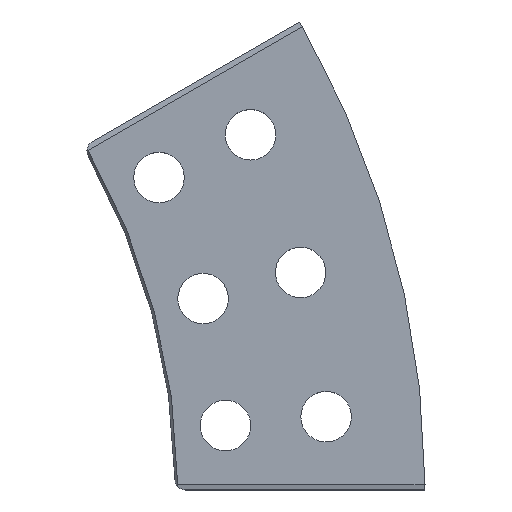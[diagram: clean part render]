
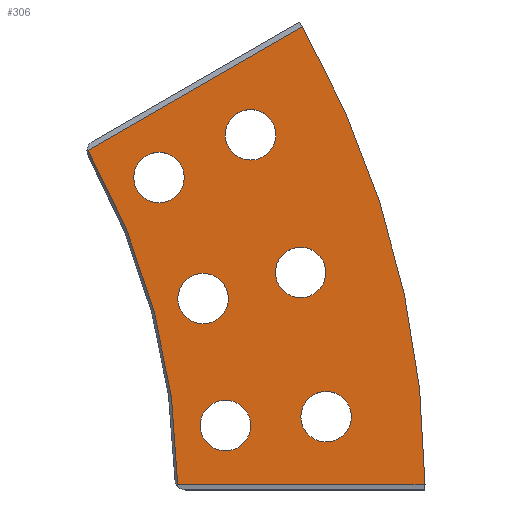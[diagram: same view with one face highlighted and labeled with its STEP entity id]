
A CAD part, top view. The second image highlights one B-rep face of the part: STEP entity #306.
In plain terms, the highlighted planar face has unit normal (0, 0, 1).
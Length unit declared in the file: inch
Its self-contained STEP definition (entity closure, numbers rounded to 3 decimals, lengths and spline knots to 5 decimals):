
#2 = DIRECTION ( 'NONE',  ( 0., 0., 1. ) ) ;
#6 = CARTESIAN_POINT ( 'NONE',  ( 9.55738, 5.44578, 0. ) ) ;
#15 = ORIENTED_EDGE ( 'NONE', *, *, #857, .F. ) ;
#18 = CARTESIAN_POINT ( 'NONE',  ( 8.09461, 2.24849, 0. ) ) ;
#43 = ORIENTED_EDGE ( 'NONE', *, *, #931, .F. ) ;
#46 = CARTESIAN_POINT ( 'NONE',  ( 9.83742, 0.86066, 0. ) ) ;
#51 = ORIENTED_EDGE ( 'NONE', *, *, #807, .F. ) ;
#54 = DIRECTION ( 'NONE',  ( 1., 0., 0. ) ) ;
#61 = CARTESIAN_POINT ( 'NONE',  ( 8.65291, 4.17336, 0. ) ) ;
#65 = DIRECTION ( 'NONE',  ( 0., 0., 1. ) ) ;
#66 = CARTESIAN_POINT ( 'NONE',  ( 7.87355, 3.6715, 0. ) ) ;
#88 = FACE_BOUND ( 'NONE', #834, .T. ) ;
#107 = DIRECTION ( 'NONE',  ( 1., 0., 0. ) ) ;
#111 = CARTESIAN_POINT ( 'NONE',  ( 0., 0., 0. ) ) ;
#112 = CARTESIAN_POINT ( 'NONE',  ( 0., 0., 0. ) ) ;
#118 = EDGE_LOOP ( 'NONE', ( #724, #361 ) ) ;
#123 = AXIS2_PLACEMENT_3D ( 'NONE', #546, #701, #705 ) ;
#128 = EDGE_LOOP ( 'NONE', ( #512, #15 ) ) ;
#132 = EDGE_CURVE ( 'NONE', #533, #765, #545, .T. ) ;
#137 = CIRCLE ( 'NONE', #776, 0.29688 ) ;
#149 = CARTESIAN_POINT ( 'NONE',  ( 0., 0., 0. ) ) ;
#152 = AXIS2_PLACEMENT_3D ( 'NONE', #957, #169, #653 ) ;
#153 = AXIS2_PLACEMENT_3D ( 'NONE', #112, #508, #747 ) ;
#154 = EDGE_CURVE ( 'NONE', #482, #772, #336, .T. ) ;
#158 = DIRECTION ( 'NONE',  ( 0., 0., 1. ) ) ;
#162 = EDGE_CURVE ( 'NONE', #376, #460, #232, .T. ) ;
#167 = CARTESIAN_POINT ( 'NONE',  ( 7.57667, 3.6715, 0. ) ) ;
#169 = DIRECTION ( 'NONE',  ( 0., 0., 1. ) ) ;
#171 = ORIENTED_EDGE ( 'NONE', *, *, #261, .T. ) ;
#180 = DIRECTION ( 'NONE',  ( 0.94, 0.342, 0. ) ) ;
#186 = DIRECTION ( 'NONE',  ( 1., 0., 0. ) ) ;
#198 = AXIS2_PLACEMENT_3D ( 'NONE', #46, #523, #186 ) ;
#204 = CARTESIAN_POINT ( 'NONE',  ( 8.39148, 2.24849, 0. ) ) ;
#213 = ORIENTED_EDGE ( 'NONE', *, *, #459, .T. ) ;
#217 = DIRECTION ( 'NONE',  ( 0.94, 0.342, 0. ) ) ;
#232 = CIRCLE ( 'NONE', #152, 0.29688 ) ;
#248 = ORIENTED_EDGE ( 'NONE', *, *, #635, .F. ) ;
#251 = CIRCLE ( 'NONE', #319, 0.29687 ) ;
#253 = AXIS2_PLACEMENT_3D ( 'NONE', #66, #781, #399 ) ;
#261 = EDGE_CURVE ( 'NONE', #654, #482, #972, .T. ) ;
#262 = CARTESIAN_POINT ( 'NONE',  ( 10.1343, 0.86066, 0. ) ) ;
#291 = AXIS2_PLACEMENT_3D ( 'NONE', #647, #344, #180 ) ;
#298 = DIRECTION ( 'NONE',  ( 0., 0., 1. ) ) ;
#306 = ADVANCED_FACE ( 'NONE', ( #637, #899, #793, #88, #406, #960, #563 ), #880, .T. ) ;
#311 = ORIENTED_EDGE ( 'NONE', *, *, #154, .T. ) ;
#312 = CARTESIAN_POINT ( 'NONE',  ( 9.24666, 4.17336, 0. ) ) ;
#319 = AXIS2_PLACEMENT_3D ( 'NONE', #995, #65, #54 ) ;
#322 = DIRECTION ( 'NONE',  ( 0.94, 0.342, 0. ) ) ;
#336 = CIRCLE ( 'NONE', #591, 11. ) ;
#343 = EDGE_LOOP ( 'NONE', ( #248, #51 ) ) ;
#344 = DIRECTION ( 'NONE',  ( 0., 0., 1. ) ) ;
#350 = EDGE_CURVE ( 'NONE', #1005, #989, #676, .T. ) ;
#361 = ORIENTED_EDGE ( 'NONE', *, *, #646, .F. ) ;
#363 = EDGE_CURVE ( 'NONE', #375, #1025, #878, .T. ) ;
#375 = VERTEX_POINT ( 'NONE', #752 ) ;
#376 = VERTEX_POINT ( 'NONE', #919 ) ;
#388 = AXIS2_PLACEMENT_3D ( 'NONE', #797, #158, #322 ) ;
#399 = DIRECTION ( 'NONE',  ( 0.94, 0.342, 0. ) ) ;
#402 = VECTOR ( 'NONE', #626, 39.37008 ) ;
#404 = CARTESIAN_POINT ( 'NONE',  ( 10.99982, 0.0625, 0. ) ) ;
#406 = FACE_BOUND ( 'NONE', #461, .T. ) ;
#407 = AXIS2_PLACEMENT_3D ( 'NONE', #409, #2, #876 ) ;
#409 = CARTESIAN_POINT ( 'NONE',  ( 8.65444, 0.75717, 0. ) ) ;
#428 = CARTESIAN_POINT ( 'NONE',  ( 8.95132, 0.75717, 0. ) ) ;
#430 = VERTEX_POINT ( 'NONE', #312 ) ;
#441 = CARTESIAN_POINT ( 'NONE',  ( 8.35757, 0.75717, 0. ) ) ;
#453 = CIRCLE ( 'NONE', #499, 0.29688 ) ;
#459 = EDGE_CURVE ( 'NONE', #772, #525, #851, .T. ) ;
#460 = VERTEX_POINT ( 'NONE', #484 ) ;
#461 = EDGE_LOOP ( 'NONE', ( #769, #639 ) ) ;
#467 = DIRECTION ( 'NONE',  ( 1., 0., 0. ) ) ;
#472 = AXIS2_PLACEMENT_3D ( 'NONE', #111, #987, #107 ) ;
#481 = DIRECTION ( 'NONE',  ( 1., 0., 0. ) ) ;
#482 = VERTEX_POINT ( 'NONE', #404 ) ;
#484 = CARTESIAN_POINT ( 'NONE',  ( 9.24164, 2.55584, 0. ) ) ;
#493 = CARTESIAN_POINT ( 'NONE',  ( 8.17042, 3.6715, 0. ) ) ;
#499 = AXIS2_PLACEMENT_3D ( 'NONE', #740, #985, #830 ) ;
#508 = DIRECTION ( 'NONE',  ( 0., 0., 1. ) ) ;
#512 = ORIENTED_EDGE ( 'NONE', *, *, #350, .F. ) ;
#515 = DIRECTION ( 'NONE',  ( 0.985, 0.174, 0. ) ) ;
#523 = DIRECTION ( 'NONE',  ( 0., 0., 1. ) ) ;
#525 = VERTEX_POINT ( 'NONE', #651 ) ;
#533 = VERTEX_POINT ( 'NONE', #493 ) ;
#534 = DIRECTION ( 'NONE',  ( 0., 0., 1. ) ) ;
#537 = VERTEX_POINT ( 'NONE', #441 ) ;
#545 = CIRCLE ( 'NONE', #253, 0.29688 ) ;
#546 = CARTESIAN_POINT ( 'NONE',  ( 9.83742, 0.86066, 0. ) ) ;
#563 = FACE_OUTER_BOUND ( 'NONE', #589, .T. ) ;
#573 = EDGE_CURVE ( 'NONE', #1025, #375, #453, .T. ) ;
#588 = ORIENTED_EDGE ( 'NONE', *, *, #1022, .T. ) ;
#589 = EDGE_LOOP ( 'NONE', ( #213, #588, #171, #311 ) ) ;
#591 = AXIS2_PLACEMENT_3D ( 'NONE', #149, #706, #467 ) ;
#614 = CIRCLE ( 'NONE', #472, 8.0935 ) ;
#626 = DIRECTION ( 'NONE',  ( -0.866, -0.5, 0. ) ) ;
#631 = ORIENTED_EDGE ( 'NONE', *, *, #700, .F. ) ;
#635 = EDGE_CURVE ( 'NONE', #1004, #537, #251, .T. ) ;
#637 = FACE_BOUND ( 'NONE', #894, .T. ) ;
#639 = ORIENTED_EDGE ( 'NONE', *, *, #573, .F. ) ;
#646 = EDGE_CURVE ( 'NONE', #460, #376, #137, .T. ) ;
#647 = CARTESIAN_POINT ( 'NONE',  ( 8.94979, 4.17336, 0. ) ) ;
#651 = CARTESIAN_POINT ( 'NONE',  ( 7.04022, 3.9925, 0. ) ) ;
#652 = CARTESIAN_POINT ( 'NONE',  ( 9.54055, 0.86066, 0. ) ) ;
#653 = DIRECTION ( 'NONE',  ( 0.985, 0.174, 0. ) ) ;
#654 = VERTEX_POINT ( 'NONE', #837 ) ;
#676 = CIRCLE ( 'NONE', #198, 0.29687 ) ;
#683 = VERTEX_POINT ( 'NONE', #61 ) ;
#695 = DIRECTION ( 'NONE',  ( 0., 0., 1. ) ) ;
#700 = EDGE_CURVE ( 'NONE', #765, #533, #714, .T. ) ;
#701 = DIRECTION ( 'NONE',  ( 0., 0., 1. ) ) ;
#705 = DIRECTION ( 'NONE',  ( 1., 0., 0. ) ) ;
#706 = DIRECTION ( 'NONE',  ( 0., 0., 1. ) ) ;
#714 = CIRCLE ( 'NONE', #849, 0.29688 ) ;
#715 = ORIENTED_EDGE ( 'NONE', *, *, #1012, .F. ) ;
#724 = ORIENTED_EDGE ( 'NONE', *, *, #162, .F. ) ;
#732 = CIRCLE ( 'NONE', #407, 0.29687 ) ;
#740 = CARTESIAN_POINT ( 'NONE',  ( 8.39148, 2.24849, 0. ) ) ;
#747 = DIRECTION ( 'NONE',  ( 1., 0., 0. ) ) ;
#752 = CARTESIAN_POINT ( 'NONE',  ( 8.68836, 2.24849, 0. ) ) ;
#758 = CARTESIAN_POINT ( 'NONE',  ( 9.53852, 2.55584, 0. ) ) ;
#760 = VECTOR ( 'NONE', #481, 39.37008 ) ;
#765 = VERTEX_POINT ( 'NONE', #167 ) ;
#769 = ORIENTED_EDGE ( 'NONE', *, *, #363, .F. ) ;
#772 = VERTEX_POINT ( 'NONE', #6 ) ;
#776 = AXIS2_PLACEMENT_3D ( 'NONE', #758, #534, #1000 ) ;
#781 = DIRECTION ( 'NONE',  ( 0., 0., 1. ) ) ;
#793 = FACE_BOUND ( 'NONE', #128, .T. ) ;
#797 = CARTESIAN_POINT ( 'NONE',  ( 8.94979, 4.17336, 0. ) ) ;
#807 = EDGE_CURVE ( 'NONE', #537, #1004, #732, .T. ) ;
#830 = DIRECTION ( 'NONE',  ( 0.985, 0.174, 0. ) ) ;
#833 = CIRCLE ( 'NONE', #123, 0.29687 ) ;
#834 = EDGE_LOOP ( 'NONE', ( #973, #631 ) ) ;
#837 = CARTESIAN_POINT ( 'NONE',  ( 8.09326, 0.0625, 0. ) ) ;
#849 = AXIS2_PLACEMENT_3D ( 'NONE', #1006, #695, #217 ) ;
#851 = LINE ( 'NONE', #946, #402 ) ;
#856 = CIRCLE ( 'NONE', #291, 0.29688 ) ;
#857 = EDGE_CURVE ( 'NONE', #989, #1005, #833, .T. ) ;
#876 = DIRECTION ( 'NONE',  ( 1., 0., 0. ) ) ;
#878 = CIRCLE ( 'NONE', #912, 0.29688 ) ;
#880 = PLANE ( 'NONE',  #153 ) ;
#894 = EDGE_LOOP ( 'NONE', ( #715, #43 ) ) ;
#899 = FACE_BOUND ( 'NONE', #118, .T. ) ;
#912 = AXIS2_PLACEMENT_3D ( 'NONE', #204, #298, #515 ) ;
#919 = CARTESIAN_POINT ( 'NONE',  ( 9.83539, 2.55584, 0. ) ) ;
#931 = EDGE_CURVE ( 'NONE', #683, #430, #986, .T. ) ;
#946 = CARTESIAN_POINT ( 'NONE',  ( 7.01358, 3.97712, 0. ) ) ;
#957 = CARTESIAN_POINT ( 'NONE',  ( 9.53852, 2.55584, 0. ) ) ;
#960 = FACE_BOUND ( 'NONE', #343, .T. ) ;
#967 = CARTESIAN_POINT ( 'NONE',  ( 0., 0.0625, 0. ) ) ;
#972 = LINE ( 'NONE', #967, #760 ) ;
#973 = ORIENTED_EDGE ( 'NONE', *, *, #132, .F. ) ;
#985 = DIRECTION ( 'NONE',  ( 0., 0., 1. ) ) ;
#986 = CIRCLE ( 'NONE', #388, 0.29688 ) ;
#987 = DIRECTION ( 'NONE',  ( 0., 0., -1. ) ) ;
#989 = VERTEX_POINT ( 'NONE', #652 ) ;
#995 = CARTESIAN_POINT ( 'NONE',  ( 8.65444, 0.75717, 0. ) ) ;
#1000 = DIRECTION ( 'NONE',  ( 0.985, 0.174, 0. ) ) ;
#1004 = VERTEX_POINT ( 'NONE', #428 ) ;
#1005 = VERTEX_POINT ( 'NONE', #262 ) ;
#1006 = CARTESIAN_POINT ( 'NONE',  ( 7.87355, 3.6715, 0. ) ) ;
#1012 = EDGE_CURVE ( 'NONE', #430, #683, #856, .T. ) ;
#1022 = EDGE_CURVE ( 'NONE', #525, #654, #614, .T. ) ;
#1025 = VERTEX_POINT ( 'NONE', #18 ) ;
